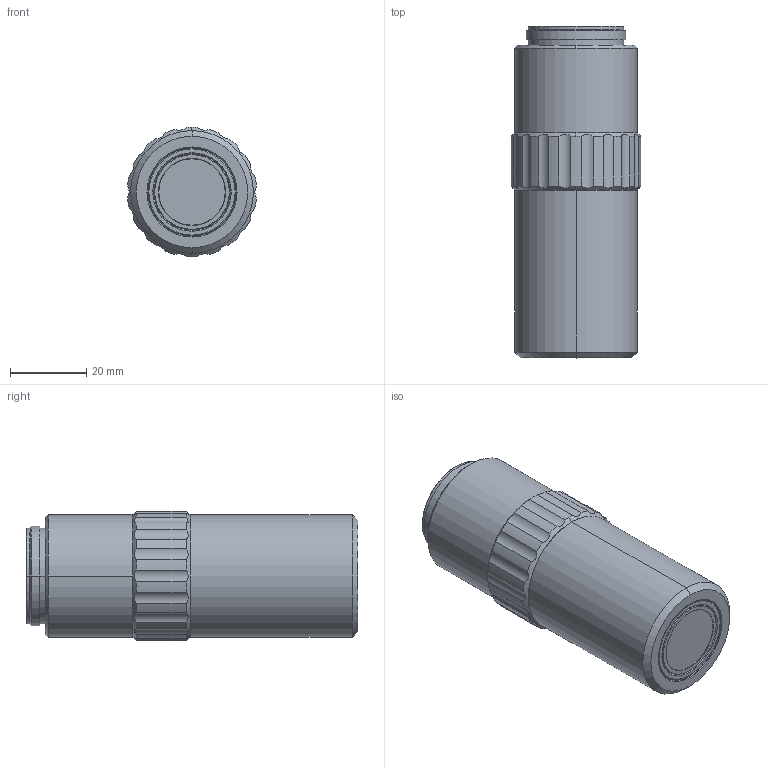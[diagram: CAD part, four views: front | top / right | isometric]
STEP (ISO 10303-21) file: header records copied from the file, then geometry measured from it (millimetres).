
FILE_DESCRIPTION(('Creo Elements/Direct Modeling STEP Export'),'2;1');
FILE_NAME('mplanapo50x_378_805_3.stp','2015-08-06T14:09:03',(''),(''),'Creo Elements/Direct Modeling STEP processor for AP214 (Solid Model)','Creo Elements/Direct Modeling 18.1B 29-Sep-2012 (C) Parametric Technology GmbH','');
FILE_SCHEMA(('AUTOMOTIVE_DESIGN { 1 0 10303 214 1 1 1 1 }'));
Length unit declared in the file: millimetre
Products named in the file (1): mplanapo50x_378_805_3
Bounding box: 33.86 x 87 x 34 mm (x, y, z)
Volume: 69466.5 mm3; surface area: 12057.4 mm2
Topology: 1 solids, 1 shells, 134 faces, 331 edges, 211 vertices
Faces by surface type: cylinder 72, cone 46, plane 16
Entity records: 4211 total; most frequent: CARTESIAN_POINT 874, ORIENTED_EDGE 654, DIRECTION 536, EDGE_CURVE 327, VERTEX_POINT 211, AXIS2_PLACEMENT_3D 209, EDGE_LOOP 150, FACE_OUTER_BOUND 134
